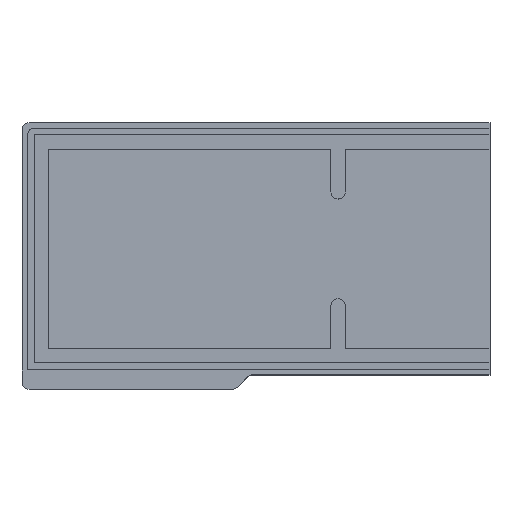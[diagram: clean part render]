
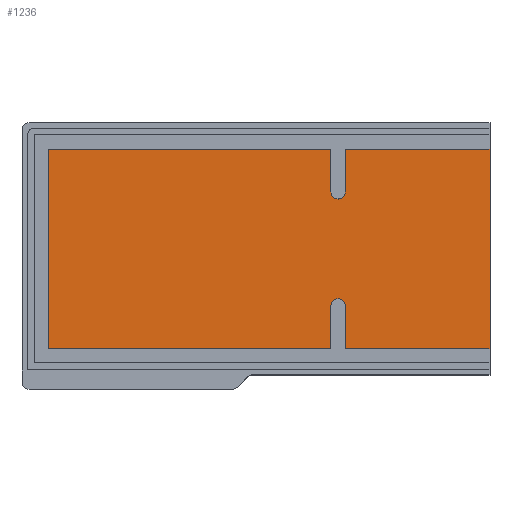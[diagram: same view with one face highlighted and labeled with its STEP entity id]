
A CAD part, top view. The second image highlights one B-rep face of the part: STEP entity #1236.
In plain terms, the highlighted planar face has unit normal (0, 0, 1).
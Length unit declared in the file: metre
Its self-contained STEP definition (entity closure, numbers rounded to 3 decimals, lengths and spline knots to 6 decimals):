
#13=CIRCLE('',#1288,0.0025);
#15=CIRCLE('',#1296,0.0025);
#243=ORIENTED_EDGE('',*,*,#502,.T.);
#244=ORIENTED_EDGE('',*,*,#419,.T.);
#245=ORIENTED_EDGE('',*,*,#501,.F.);
#246=ORIENTED_EDGE('',*,*,#435,.T.);
#247=ORIENTED_EDGE('',*,*,#439,.T.);
#248=ORIENTED_EDGE('',*,*,#440,.F.);
#249=ORIENTED_EDGE('',*,*,#445,.F.);
#250=ORIENTED_EDGE('',*,*,#448,.T.);
#251=ORIENTED_EDGE('',*,*,#451,.T.);
#252=ORIENTED_EDGE('',*,*,#454,.T.);
#253=ORIENTED_EDGE('',*,*,#457,.T.);
#254=ORIENTED_EDGE('',*,*,#458,.F.);
#419=EDGE_CURVE('',#596,#595,#714,.T.);
#435=EDGE_CURVE('',#611,#610,#730,.T.);
#439=EDGE_CURVE('',#610,#613,#13,.F.);
#440=EDGE_CURVE('',#614,#613,#733,.T.);
#445=EDGE_CURVE('',#617,#614,#738,.T.);
#448=EDGE_CURVE('',#617,#619,#741,.T.);
#451=EDGE_CURVE('',#619,#621,#744,.T.);
#454=EDGE_CURVE('',#621,#623,#747,.T.);
#457=EDGE_CURVE('',#623,#625,#15,.F.);
#458=EDGE_CURVE('',#626,#625,#749,.T.);
#501=EDGE_CURVE('',#611,#595,#782,.T.);
#502=EDGE_CURVE('',#626,#596,#783,.T.);
#595=VERTEX_POINT('',#1751);
#596=VERTEX_POINT('',#1753);
#610=VERTEX_POINT('',#1783);
#611=VERTEX_POINT('',#1785);
#613=VERTEX_POINT('',#1791);
#614=VERTEX_POINT('',#1795);
#617=VERTEX_POINT('',#1803);
#619=VERTEX_POINT('',#1809);
#621=VERTEX_POINT('',#1815);
#623=VERTEX_POINT('',#1821);
#625=VERTEX_POINT('',#1827);
#626=VERTEX_POINT('',#1831);
#714=LINE('',#1752,#877);
#730=LINE('',#1784,#893);
#733=LINE('',#1794,#896);
#738=LINE('',#1804,#901);
#741=LINE('',#1810,#904);
#744=LINE('',#1816,#907);
#747=LINE('',#1822,#910);
#749=LINE('',#1830,#912);
#782=LINE('',#1914,#945);
#783=LINE('',#1916,#946);
#877=VECTOR('',#1401,1.);
#893=VECTOR('',#1419,1.);
#896=VECTOR('',#1430,1.);
#901=VECTOR('',#1437,1.);
#904=VECTOR('',#1442,1.);
#907=VECTOR('',#1447,1.);
#910=VECTOR('',#1452,1.);
#912=VECTOR('',#1462,1.);
#945=VECTOR('',#1549,1.);
#946=VECTOR('',#1552,1.);
#1044=EDGE_LOOP('',(#243,#244,#245,#246,#247,#248,#249,#250,#251,#252,#253,
#254));
#1113=FACE_BOUND('',#1044,.T.);
#1171=PLANE('',#1328);
#1236=ADVANCED_FACE('',(#1113),#1171,.T.);
#1288=AXIS2_PLACEMENT_3D('',#1792,#1426,#1427);
#1296=AXIS2_PLACEMENT_3D('',#1828,#1458,#1459);
#1328=AXIS2_PLACEMENT_3D('',#1938,#1568,#1569);
#1401=DIRECTION('',(0.,1.,0.));
#1419=DIRECTION('',(0.,-1.,0.));
#1426=DIRECTION('',(0.,0.,1.));
#1427=DIRECTION('',(1.,0.,0.));
#1430=DIRECTION('',(0.,-1.,0.));
#1437=DIRECTION('',(1.,0.,0.));
#1442=DIRECTION('',(0.,-1.,0.));
#1447=DIRECTION('',(1.,0.,0.));
#1452=DIRECTION('',(0.,1.,0.));
#1458=DIRECTION('',(0.,0.,1.));
#1459=DIRECTION('',(1.,0.,0.));
#1462=DIRECTION('',(0.,1.,0.));
#1549=DIRECTION('',(1.,0.,0.));
#1552=DIRECTION('',(1.,0.,0.));
#1568=DIRECTION('',(0.,0.,1.));
#1569=DIRECTION('',(1.,0.,0.));
#1751=CARTESIAN_POINT('',(0.,0.035,-0.028));
#1752=CARTESIAN_POINT('',(0.,0.,-0.028));
#1753=CARTESIAN_POINT('',(0.,-0.035,-0.028));
#1783=CARTESIAN_POINT('',(-0.050833,0.02,-0.028));
#1784=CARTESIAN_POINT('',(-0.050833,0.021875,-0.028));
#1785=CARTESIAN_POINT('',(-0.050833,0.035,-0.028));
#1791=CARTESIAN_POINT('',(-0.055833,0.02,-0.028));
#1792=CARTESIAN_POINT('',(-0.053333,0.02,-0.028));
#1794=CARTESIAN_POINT('',(-0.055833,0.02625,-0.028));
#1795=CARTESIAN_POINT('',(-0.055833,0.035,-0.028));
#1803=CARTESIAN_POINT('',(-0.155,0.035,-0.028));
#1804=CARTESIAN_POINT('',(0.,0.035,-0.028));
#1809=CARTESIAN_POINT('',(-0.155,-0.035,-0.028));
#1810=CARTESIAN_POINT('',(-0.155,0.,-0.028));
#1815=CARTESIAN_POINT('',(-0.055833,-0.035,-0.028));
#1816=CARTESIAN_POINT('',(0.,-0.035,-0.028));
#1821=CARTESIAN_POINT('',(-0.055833,-0.02,-0.028));
#1822=CARTESIAN_POINT('',(-0.055833,-0.02625,-0.028));
#1827=CARTESIAN_POINT('',(-0.050833,-0.02,-0.028));
#1828=CARTESIAN_POINT('',(-0.053333,-0.02,-0.028));
#1830=CARTESIAN_POINT('',(-0.050833,-0.030625,-0.028));
#1831=CARTESIAN_POINT('',(-0.050833,-0.035,-0.028));
#1914=CARTESIAN_POINT('',(0.,0.035,-0.028));
#1916=CARTESIAN_POINT('',(0.,-0.035,-0.028));
#1938=CARTESIAN_POINT('',(0.,0.,-0.028));
